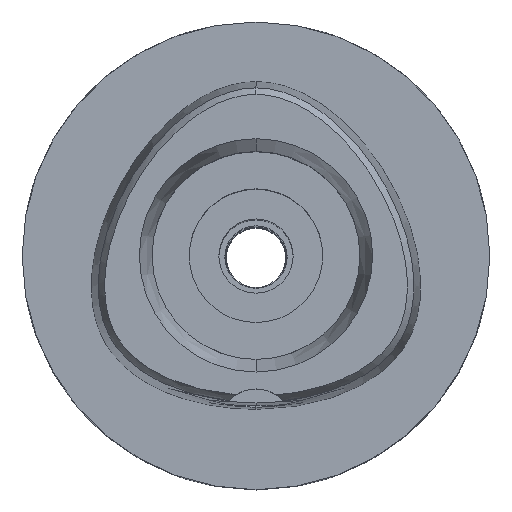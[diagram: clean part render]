
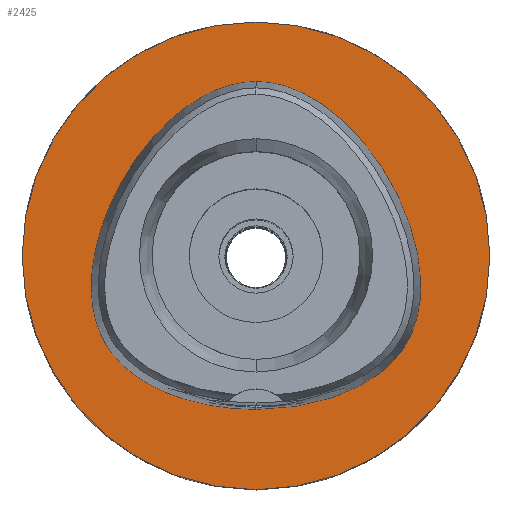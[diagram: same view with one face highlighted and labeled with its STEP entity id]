
A CAD part, top view. The second image highlights one B-rep face of the part: STEP entity #2425.
In plain terms, the highlighted planar face has unit normal (0, 0, 1).
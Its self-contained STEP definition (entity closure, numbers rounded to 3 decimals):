
#302=CARTESIAN_POINT('',(0.,0.,0.));
#303=DIRECTION('',(0.,0.,-1.));
#304=DIRECTION('',(0.,-1.,0.));
#305=AXIS2_PLACEMENT_3D('',#302,#303,#304);
#310=CARTESIAN_POINT('',(0.,0.,0.));
#311=DIRECTION('',(0.,0.,-1.));
#312=DIRECTION('',(0.,1.,0.));
#313=AXIS2_PLACEMENT_3D('',#310,#311,#312);
#318=CARTESIAN_POINT('',(0.,-20.675,0.));
#319=CARTESIAN_POINT('',(0.969,-20.675,0.));
#320=CARTESIAN_POINT('',(2.869,-20.597,
0.));
#321=CARTESIAN_POINT('',(5.629,-20.259,0.));
#322=CARTESIAN_POINT('',(8.213,-19.725,0.));
#323=CARTESIAN_POINT('',(10.557,-19.03,0.));
#324=CARTESIAN_POINT('',(12.628,-18.214,0.));
#325=CARTESIAN_POINT('',(14.428,-17.313,0.));
#326=CARTESIAN_POINT('',(15.98,-16.347,0.));
#327=CARTESIAN_POINT('',(17.294,-15.343,0.));
#328=CARTESIAN_POINT('',(18.409,-14.304,0.));
#329=CARTESIAN_POINT('',(19.342,-13.236,0.));
#330=CARTESIAN_POINT('',(20.127,-12.123,0.));
#331=CARTESIAN_POINT('',(20.777,-10.944,0.));
#332=CARTESIAN_POINT('',(21.305,-9.681,0.));
#333=CARTESIAN_POINT('',(21.724,-8.296,0.));
#334=CARTESIAN_POINT('',(22.023,-6.764,0.));
#335=CARTESIAN_POINT('',(22.187,-5.055,0.));
#336=CARTESIAN_POINT('',(22.188,-3.166,0.));
#337=CARTESIAN_POINT('',(21.999,-1.085,0.));
#338=CARTESIAN_POINT('',(21.588,1.183,0.));
#339=CARTESIAN_POINT('',(20.93,3.612,0.));
#340=CARTESIAN_POINT('',(20.006,6.153,0.));
#341=CARTESIAN_POINT('',(18.824,8.726,0.));
#342=CARTESIAN_POINT('',(17.412,11.239,0.));
#343=CARTESIAN_POINT('',(15.816,13.607,0.));
#344=CARTESIAN_POINT('',(14.103,15.748,0.));
#345=CARTESIAN_POINT('',(12.333,17.618,0.));
#346=CARTESIAN_POINT('',(10.568,19.191,0.));
#347=CARTESIAN_POINT('',(8.845,20.474,0.));
#348=CARTESIAN_POINT('',(7.189,21.49,0.));
#349=CARTESIAN_POINT('',(5.61,22.265,0.));
#350=CARTESIAN_POINT('',(4.105,22.832,0.));
#351=CARTESIAN_POINT('',(2.672,23.212,0.));
#352=CARTESIAN_POINT('',(1.306,23.429,
0.));
#353=CARTESIAN_POINT('',(0.429,23.475,
0.));
#354=CARTESIAN_POINT('',(0.,23.475,
0.));
#359=CARTESIAN_POINT('',(0.,23.475,
0.));
#360=CARTESIAN_POINT('',(-0.43,23.475,
0.));
#361=CARTESIAN_POINT('',(-1.308,23.429,
0.));
#362=CARTESIAN_POINT('',(-2.675,23.212,0.));
#363=CARTESIAN_POINT('',(-4.109,22.83,0.));
#364=CARTESIAN_POINT('',(-5.616,22.263,0.));
#365=CARTESIAN_POINT('',(-7.198,21.485,0.));
#366=CARTESIAN_POINT('',(-8.857,20.467,0.));
#367=CARTESIAN_POINT('',(-10.582,19.179,0.));
#368=CARTESIAN_POINT('',(-12.349,17.602,0.));
#369=CARTESIAN_POINT('',(-14.121,15.727,0.));
#370=CARTESIAN_POINT('',(-15.835,13.582,0.));
#371=CARTESIAN_POINT('',(-17.43,11.21,0.));
#372=CARTESIAN_POINT('',(-18.841,8.694,0.));
#373=CARTESIAN_POINT('',(-20.02,6.12,0.));
#374=CARTESIAN_POINT('',(-20.94,3.58,0.));
#375=CARTESIAN_POINT('',(-21.595,1.153,0.));
#376=CARTESIAN_POINT('',(-22.003,-1.113,0.));
#377=CARTESIAN_POINT('',(-22.189,-3.19,0.));
#378=CARTESIAN_POINT('',(-22.186,-5.079,0.));
#379=CARTESIAN_POINT('',(-22.021,-6.783,0.));
#380=CARTESIAN_POINT('',(-21.717,-8.324,0.));
#381=CARTESIAN_POINT('',(-21.297,-9.704,0.));
#382=CARTESIAN_POINT('',(-20.767,-10.964,0.));
#383=CARTESIAN_POINT('',(-20.125,-12.125,0.));
#384=CARTESIAN_POINT('',(-19.352,-13.223,0.));
#385=CARTESIAN_POINT('',(-18.427,-14.285,0.));
#386=CARTESIAN_POINT('',(-17.32,-15.322,0.));
#387=CARTESIAN_POINT('',(-15.999,-16.335,0.));
#388=CARTESIAN_POINT('',(-14.452,-17.3,0.));
#389=CARTESIAN_POINT('',(-12.65,-18.205,0.));
#390=CARTESIAN_POINT('',(-10.576,-19.023,0.));
#391=CARTESIAN_POINT('',(-8.231,-19.72,0.));
#392=CARTESIAN_POINT('',(-5.64,-20.258,0.));
#393=CARTESIAN_POINT('',(-2.871,-20.597,
0.));
#394=CARTESIAN_POINT('',(-0.97,-20.675,0.));
#395=CARTESIAN_POINT('',(0.,-20.675,0.));
#1573=VERTEX_POINT('',#359);
#1574=VERTEX_POINT('',#395);
#1579=CARTESIAN_POINT('',(0.,-31.5,0.));
#1580=CARTESIAN_POINT('',(0.,31.5,0.));
#1581=VERTEX_POINT('',#1579);
#1582=VERTEX_POINT('',#1580);
#2409=CARTESIAN_POINT('',(0.,0.,0.));
#2410=DIRECTION('',(0.,0.,-1.));
#2411=DIRECTION('',(0.,-1.,0.));
#2412=AXIS2_PLACEMENT_3D('',#2409,#2410,#2411);
#2413=PLANE('',#2412);
#2415=ORIENTED_EDGE('',*,*,#2414,.T.);
#2417=ORIENTED_EDGE('',*,*,#2416,.T.);
#2418=EDGE_LOOP('',(#2415,#2417));
#2419=FACE_OUTER_BOUND('',#2418,.F.);
#2421=ORIENTED_EDGE('',*,*,#2420,.T.);
#2422=ORIENTED_EDGE('',*,*,#2392,.T.);
#2423=EDGE_LOOP('',(#2421,#2422));
#2424=FACE_BOUND('',#2423,.F.);
#306=CIRCLE('',#305,31.5);
#314=CIRCLE('',#313,31.5);
#355=B_SPLINE_CURVE_WITH_KNOTS('',3,(#318,#319,#320,#321,#322,#323,#324,#325,
#326,#327,#328,#329,#330,#331,#332,#333,#334,#335,#336,#337,#338,#339,#340,#341,
#342,#343,#344,#345,#346,#347,#348,#349,#350,#351,#352,#353,#354),.UNSPECIFIED.,
.F.,.F.,(4,1,1,1,1,1,1,1,1,1,1,1,1,1,1,1,1,1,1,1,1,1,1,1,1,1,1,1,1,1,1,1,1,1,4),
(0.,0.029,0.059,0.088,0.118,
0.147,0.176,0.206,0.235,
0.265,0.294,0.324,0.353,
0.382,0.412,0.441,0.471,0.5,
0.529,0.559,0.588,0.618,
0.647,0.676,0.706,0.735,
0.765,0.794,0.824,0.853,
0.882,0.912,0.941,0.971,1.),
.UNSPECIFIED.);
#396=B_SPLINE_CURVE_WITH_KNOTS('',3,(#359,#360,#361,#362,#363,#364,#365,#366,
#367,#368,#369,#370,#371,#372,#373,#374,#375,#376,#377,#378,#379,#380,#381,#382,
#383,#384,#385,#386,#387,#388,#389,#390,#391,#392,#393,#394,#395),.UNSPECIFIED.,
.F.,.F.,(4,1,1,1,1,1,1,1,1,1,1,1,1,1,1,1,1,1,1,1,1,1,1,1,1,1,1,1,1,1,1,1,1,1,4),
(0.,0.029,0.059,0.088,0.118,
0.147,0.176,0.206,0.235,
0.265,0.294,0.324,0.353,
0.382,0.412,0.441,0.471,0.5,
0.529,0.559,0.588,0.618,
0.647,0.676,0.706,0.735,
0.765,0.794,0.824,0.853,
0.882,0.912,0.941,0.971,1.),
.UNSPECIFIED.);
#2392=EDGE_CURVE('',#1573,#1574,#396,.T.);
#2414=EDGE_CURVE('',#1581,#1582,#306,.T.);
#2416=EDGE_CURVE('',#1582,#1581,#314,.T.);
#2420=EDGE_CURVE('',#1574,#1573,#355,.T.);
#2425=ADVANCED_FACE('',(#2419,#2424),#2413,.F.);
